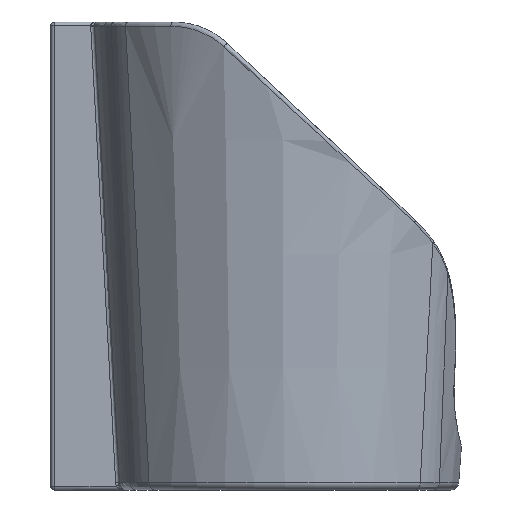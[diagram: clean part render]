
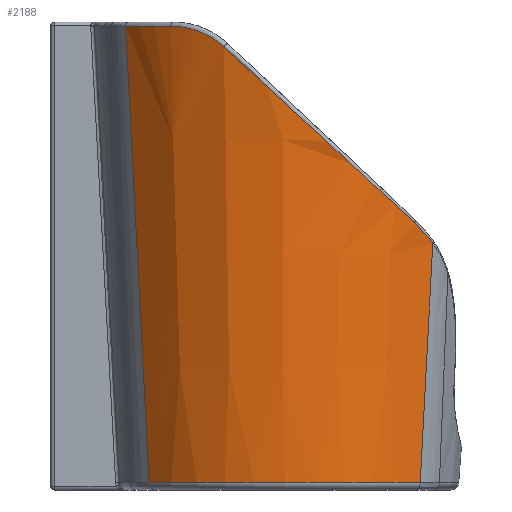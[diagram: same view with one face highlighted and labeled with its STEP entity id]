
A CAD part, left-side view. The second image highlights one B-rep face of the part: STEP entity #2188.
In plain terms, the highlighted conical face has half-angle 3 degrees and reference radius 45.7 mm.
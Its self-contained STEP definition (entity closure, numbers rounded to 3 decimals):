
#1713=CARTESIAN_POINT('',(-30.478,34.186,1.895));
#1714=VERTEX_POINT('',#1713);
#1739=CARTESIAN_POINT('',(-30.478,-34.186,1.895));
#1740=VERTEX_POINT('',#1739);
#1748=CARTESIAN_POINT('',(0.,0.,1.895));
#1749=DIRECTION('',(0.0,0.0,-1.0));
#1750=DIRECTION('',(-1.0,0.0,0.0));
#1751=AXIS2_PLACEMENT_3D('',#1748,#1749,#1750);
#1752=CIRCLE('',#1751,45.799);
#1753=EDGE_CURVE('',#1740,#1714,#1752,.T.);
#2031=CARTESIAN_POINT('',(-32.834,40.102,116.948));
#2032=VERTEX_POINT('',#2031);
#2088=CARTESIAN_POINT('',(-30.478,34.186,1.895));
#2089=CARTESIAN_POINT('',(-31.17,36.262,40.246));
#2090=CARTESIAN_POINT('',(-31.978,38.205,78.597));
#2091=CARTESIAN_POINT('',(-32.834,40.102,116.948));
#2092=B_SPLINE_CURVE_WITH_KNOTS('',3,(#2088,#2089,#2090,#2091),.UNSPECIFIED.,.F.,.U.,(4,4),(3.194,14.715),.UNSPECIFIED.);
#2093=EDGE_CURVE('',#1714,#2032,#2092,.T.);
#2112=CARTESIAN_POINT('',(-43.186,28.657,116.948));
#2113=VERTEX_POINT('',#2112);
#2114=CARTESIAN_POINT('',(0.,0.,116.948));
#2115=DIRECTION('',(0.0,0.0,1.));
#2116=DIRECTION('',(-0.723,0.691,0.0));
#2117=AXIS2_PLACEMENT_3D('',#2114,#2115,#2116);
#2118=CIRCLE('',#2117,51.829);
#2119=EDGE_CURVE('',#2032,#2113,#2118,.T.);
#2140=CARTESIAN_POINT('',(0.0,0.0,0.0));
#2141=DIRECTION('',(0.0,0.0,1.0));
#2142=DIRECTION('',(-0.585,0.811,0.0));
#2143=AXIS2_PLACEMENT_3D('',#2140,#2141,#2142);
#2144=CONICAL_SURFACE('',#2143,45.7,3.0);
#2145=ORIENTED_EDGE('',*,*,#1753,.F.);
#2146=CARTESIAN_POINT('',(-31.656,-37.358,62.324));
#2147=VERTEX_POINT('',#2146);
#2148=CARTESIAN_POINT('',(-31.656,-37.358,62.324));
#2149=CARTESIAN_POINT('',(-31.238,-36.328,42.181));
#2150=CARTESIAN_POINT('',(-30.841,-35.276,22.038));
#2151=CARTESIAN_POINT('',(-30.478,-34.186,1.895));
#2152=B_SPLINE_CURVE_WITH_KNOTS('',3,(#2148,#2149,#2150,#2151),.UNSPECIFIED.,.F.,.U.,(4,4),(-9.245,-3.194),.UNSPECIFIED.);
#2153=EDGE_CURVE('',#2147,#1740,#2152,.T.);
#2154=ORIENTED_EDGE('',*,*,#2153,.F.);
#2155=CARTESIAN_POINT('',(-36.745,-32.77,67.456));
#2156=VERTEX_POINT('',#2155);
#2157=CARTESIAN_POINT('',(-36.745,-32.77,67.456));
#2158=CARTESIAN_POINT('',(-35.11,-34.48,65.884));
#2159=CARTESIAN_POINT('',(-33.38,-36.024,64.181));
#2160=CARTESIAN_POINT('',(-31.656,-37.358,62.324));
#2161=B_SPLINE_CURVE_WITH_KNOTS('',3,(#2157,#2158,#2159,#2160),.UNSPECIFIED.,.F.,.U.,(4,4),(0.,0.84),.UNSPECIFIED.);
#2162=EDGE_CURVE('',#2156,#2147,#2161,.T.);
#2163=ORIENTED_EDGE('',*,*,#2162,.F.);
#2164=CARTESIAN_POINT('',(-49.207,15.394,111.796));
#2165=VERTEX_POINT('',#2164);
#2166=CARTESIAN_POINT('',(-49.207,15.394,111.796));
#2167=CARTESIAN_POINT('',(-51.09,8.215,105.181));
#2168=CARTESIAN_POINT('',(-51.568,-4.443,93.522));
#2169=CARTESIAN_POINT('',(-45.955,-21.034,78.252));
#2170=CARTESIAN_POINT('',(-40.167,-29.193,70.746));
#2171=CARTESIAN_POINT('',(-36.745,-32.77,67.456));
#2172=B_SPLINE_CURVE_WITH_KNOTS('',3,(#2166,#2167,#2168,#2169,#2170,#2171),.UNSPECIFIED.,.F.,.U.,(4,1,1,4),(-1.827,-1.389,-1.098,-0.806),.UNSPECIFIED.);
#2173=EDGE_CURVE('',#2165,#2156,#2172,.T.);
#2174=ORIENTED_EDGE('',*,*,#2173,.F.);
#2175=CARTESIAN_POINT('',(-43.186,28.657,116.948));
#2176=CARTESIAN_POINT('',(-44.437,26.771,116.948));
#2177=CARTESIAN_POINT('',(-46.323,23.412,116.48));
#2178=CARTESIAN_POINT('',(-48.194,18.857,114.519));
#2179=CARTESIAN_POINT('',(-48.924,16.474,112.791));
#2180=CARTESIAN_POINT('',(-49.207,15.394,111.796));
#2181=B_SPLINE_CURVE_WITH_KNOTS('',3,(#2175,#2176,#2177,#2178,#2179,#2180),.UNSPECIFIED.,.F.,.U.,(4,1,1,4),(0.,0.666,1.11,1.554),.UNSPECIFIED.);
#2182=EDGE_CURVE('',#2113,#2165,#2181,.T.);
#2183=ORIENTED_EDGE('',*,*,#2182,.F.);
#2184=ORIENTED_EDGE('',*,*,#2119,.F.);
#2185=ORIENTED_EDGE('',*,*,#2093,.F.);
#2186=EDGE_LOOP('',(#2145,#2154,#2163,#2174,#2183,#2184,#2185));
#2187=FACE_OUTER_BOUND('',#2186,.T.);
#2188=ADVANCED_FACE('',(#2187),#2144,.T.);
